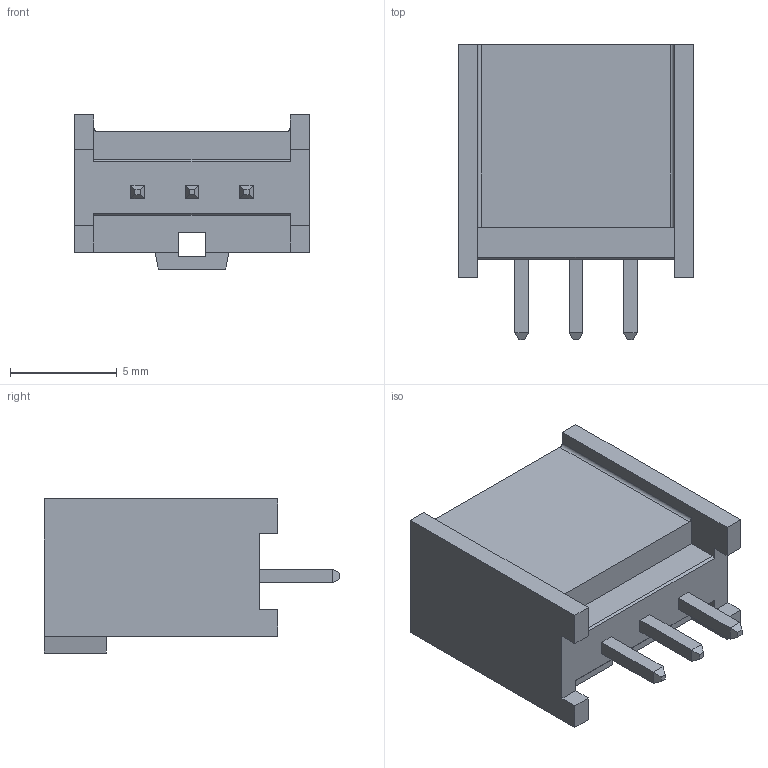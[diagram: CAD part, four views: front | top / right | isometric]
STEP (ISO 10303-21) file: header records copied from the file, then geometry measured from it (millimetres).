
FILE_DESCRIPTION((''),'2;1');
FILE_NAME('901361303','2018-10-31T',('gga'),(''),'PRO/ENGINEER BY PARAMETRIC TECHNOLOGY CORPORATION, 2016010','PRO/ENGINEER BY PARAMETRIC TECHNOLOGY CORPORATION, 2016010','');
FILE_SCHEMA(('CONFIG_CONTROL_DESIGN'));
Length unit declared in the file: millimetre
Products named in the file (1): 901361303
Bounding box: 10.97 x 13.8 x 7.21 mm (x, y, z)
Volume: 344.7 mm3; surface area: 797.2 mm2
Topology: 1 solids, 1 shells, 107 faces, 276 edges, 176 vertices
Faces by surface type: plane 105, cylinder 2
Entity records: 3204 total; most frequent: CARTESIAN_POINT 554, ORIENTED_EDGE 540, DIRECTION 502, EDGE_CURVE 270, VECTOR 266, LINE 266, VERTEX_POINT 170, AXIS2_PLACEMENT_3D 118
